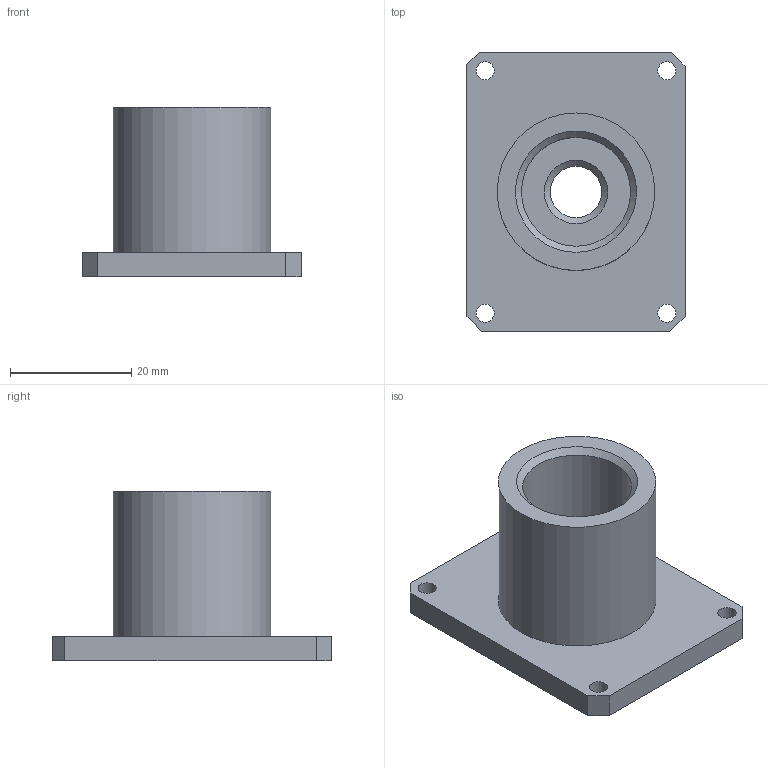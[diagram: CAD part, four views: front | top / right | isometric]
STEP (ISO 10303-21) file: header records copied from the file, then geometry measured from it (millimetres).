
FILE_DESCRIPTION(('FreeCAD Model'),'2;1');
FILE_NAME('Open CASCADE Shape Model','2025-08-28T21:48:56',(''),(''), 'Open CASCADE STEP processor 7.8','FreeCAD','Unknown');
FILE_SCHEMA(('AUTOMOTIVE_DESIGN { 1 0 10303 214 1 1 1 1 }'));
Length unit declared in the file: millimetre
Products named in the file (3): StandoffHolder; LCS_Origin; Body
Assembly tree (2 placements, depth 2):
  StandoffHolder
    LCS_Origin
    Body
Bounding box: 36 x 46 x 28 mm (x, y, z)
Volume: 12818.4 mm3; surface area: 7269.9 mm2
Topology: 1 solids, 1 shells, 22 faces, 51 edges, 33 vertices
Faces by surface type: plane 12, cylinder 7, cone 3
Full cylindrical faces by diameter (mm): 3 x4, 8.5 x1, 18 x1, 26 x1
Entity records: 706 total; most frequent: DIRECTION 118, CARTESIAN_POINT 109, ORIENTED_EDGE 102, EDGE_CURVE 51, AXIS2_PLACEMENT_3D 42, FACE_BOUND 34, EDGE_LOOP 34, LINE 34
